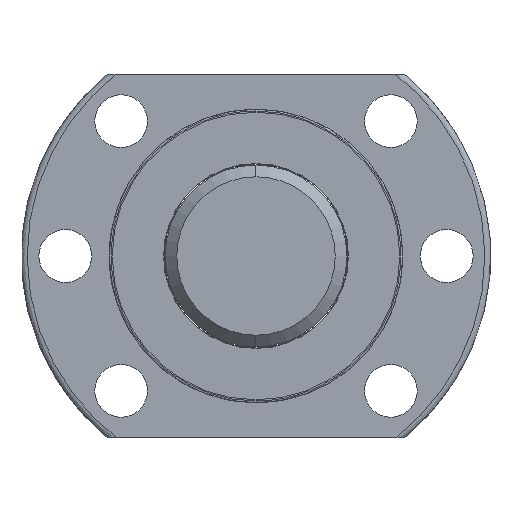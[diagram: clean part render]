
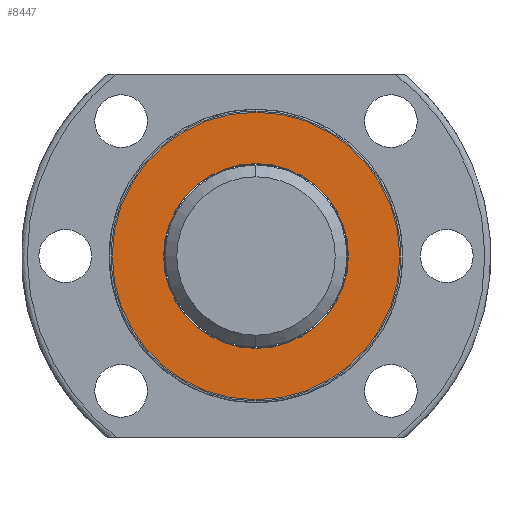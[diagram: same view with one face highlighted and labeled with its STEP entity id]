
A CAD part, left-side view. The second image highlights one B-rep face of the part: STEP entity #8447.
In plain terms, the highlighted planar face has unit normal (-1, 0, 0).
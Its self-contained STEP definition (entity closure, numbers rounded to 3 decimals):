
#233 = DIRECTION ( 'NONE',  ( -1., 0., 0. ) ) ;
#284 = DIRECTION ( 'NONE',  ( 1., 0., 0. ) ) ;
#772 = DIRECTION ( 'NONE',  ( -1., 0., 0. ) ) ;
#1018 = FACE_OUTER_BOUND ( 'NONE', #2536, .T. ) ;
#1313 = ORIENTED_EDGE ( 'NONE', *, *, #16206, .T. ) ;
#1440 = VERTEX_POINT ( 'NONE', #16212 ) ;
#2492 = DIRECTION ( 'NONE',  ( 1., 0., 0. ) ) ;
#2536 = EDGE_LOOP ( 'NONE', ( #23180, #15309 ) ) ;
#2827 = DIRECTION ( 'NONE',  ( 0., 0., -1. ) ) ;
#3719 = CIRCLE ( 'NONE', #22621, 24.5 ) ;
#4594 = CIRCLE ( 'NONE', #7248, 15.75 ) ;
#5006 = AXIS2_PLACEMENT_3D ( 'NONE', #8196, #23363, #2827 ) ;
#5431 = AXIS2_PLACEMENT_3D ( 'NONE', #9542, #284, #9706 ) ;
#5963 = FACE_BOUND ( 'NONE', #20319, .T. ) ;
#6125 = ORIENTED_EDGE ( 'NONE', *, *, #11733, .T. ) ;
#6226 = CARTESIAN_POINT ( 'NONE',  ( -31., 0., 0. ) ) ;
#7048 = VERTEX_POINT ( 'NONE', #22586 ) ;
#7248 = AXIS2_PLACEMENT_3D ( 'NONE', #23118, #2492, #21122 ) ;
#8196 = CARTESIAN_POINT ( 'NONE',  ( -31., 0., 0. ) ) ;
#8447 = ADVANCED_FACE ( 'NONE', ( #5963, #1018 ), #22548, .T. ) ;
#9542 = CARTESIAN_POINT ( 'NONE',  ( -31., 0., 0. ) ) ;
#9706 = DIRECTION ( 'NONE',  ( 0., 0., -1. ) ) ;
#10927 = VERTEX_POINT ( 'NONE', #14756 ) ;
#11059 = CARTESIAN_POINT ( 'NONE',  ( -31., 0., 0. ) ) ;
#11289 = AXIS2_PLACEMENT_3D ( 'NONE', #11059, #233, #12934 ) ;
#11733 = EDGE_CURVE ( 'NONE', #7048, #14859, #17159, .T. ) ;
#12766 = CARTESIAN_POINT ( 'NONE',  ( -31., 0., 15.75 ) ) ;
#12934 = DIRECTION ( 'NONE',  ( 0., 0., 1. ) ) ;
#13025 = EDGE_CURVE ( 'NONE', #1440, #10927, #20328, .T. ) ;
#13784 = DIRECTION ( 'NONE',  ( 0., 0., -1. ) ) ;
#14756 = CARTESIAN_POINT ( 'NONE',  ( -31., 0., 24.5 ) ) ;
#14859 = VERTEX_POINT ( 'NONE', #12766 ) ;
#15309 = ORIENTED_EDGE ( 'NONE', *, *, #19701, .T. ) ;
#16206 = EDGE_CURVE ( 'NONE', #14859, #7048, #4594, .T. ) ;
#16212 = CARTESIAN_POINT ( 'NONE',  ( -31., 0., -24.5 ) ) ;
#17159 = CIRCLE ( 'NONE', #5431, 15.75 ) ;
#19701 = EDGE_CURVE ( 'NONE', #10927, #1440, #3719, .T. ) ;
#20319 = EDGE_LOOP ( 'NONE', ( #6125, #1313 ) ) ;
#20328 = CIRCLE ( 'NONE', #5006, 24.5 ) ;
#21122 = DIRECTION ( 'NONE',  ( 0., 0., -1. ) ) ;
#22548 = PLANE ( 'NONE',  #11289 ) ;
#22586 = CARTESIAN_POINT ( 'NONE',  ( -31., 0., -15.75 ) ) ;
#22621 = AXIS2_PLACEMENT_3D ( 'NONE', #6226, #772, #13784 ) ;
#23118 = CARTESIAN_POINT ( 'NONE',  ( -31., 0., 0. ) ) ;
#23180 = ORIENTED_EDGE ( 'NONE', *, *, #13025, .T. ) ;
#23363 = DIRECTION ( 'NONE',  ( -1., 0., 0. ) ) ;
